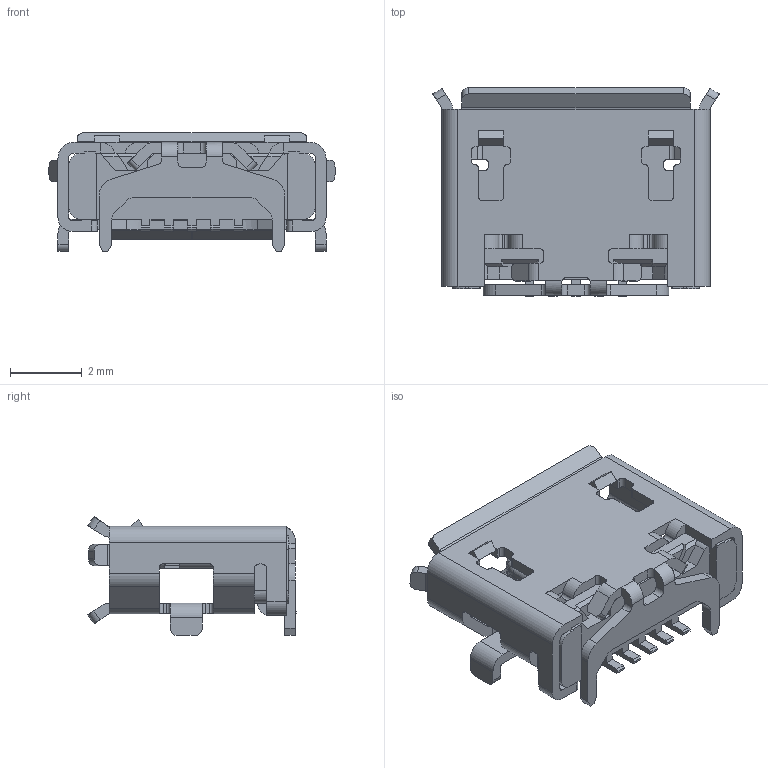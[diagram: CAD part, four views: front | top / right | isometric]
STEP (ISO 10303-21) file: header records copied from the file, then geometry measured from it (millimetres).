
FILE_DESCRIPTION(('CoCreate Modeling STEP Export'),'2;1');
FILE_NAME('010101010-385 全插式有翻边(带半边铁片铁壳镀镍刷金）.stp','2017-02-27T14:36:55',(''),(''),'CoCreate Modeling STEP processor for AP214 (Solid Model)','CoCreate Modeling 16.00 13-May-2008 (C) Parametric Technology GmbH','');
FILE_SCHEMA(('AUTOMOTIVE_DESIGN { 1 0 10303 214 1 1 1 1 }'));
Length unit declared in the file: millimetre
Products named in the file (107): p1; 2DIP2MSTMOLDING; 2DIP2MSTMOLDING.1; 2DIP2MST640_ASM; USB-1009-05S.stp; 010101010-03X_前插后贴.stp.1; 000.stp.2.1; 010101010-03X_前插后贴.stp.1.1; 000.stp.2; 000.stp.1; 000.stp; 010101010-03X_前插后贴.stp.1.1.1; housing; 010101010-03X_前插后贴.stp.1.1.1.1; 2DIP2SMTPITCH715CONTACT.2.1; 3.stp; 全插式-带铁片新结构.stp; 全插式3D; 1.stp; 05; ASM0001_ASM; 1_6_X2_4FEE653953CD5411_X0_1_2-; ASSY_ASM_205; _X2_53CD5411_X0_1_2-_X2_5E2694C; 05-0561157_B__STP; 05_1; 5_18_X2_4FEE653953CD5411_X0_1_2; _X2_53CD54116C89677F_X0_1_2_STP; _X2_53CD54116C89677F_X0_1_2_X2_; 05-0561157_B_-2_ASM; 05-0561457-BH（A）.stp; 12.stp; 010101010-004.1; MICRO_2_1_ASM; 010101010-362沉板2.1带半边铁片.stp; 010101010-004.1.1; 改后-沉板1.6带铁片.1; .stp.1; 沉板1.3带铁片010101010-049_沉板1.
3_四脚插板_无翻边.stp; 1带铁片新结构全插式
Assembly tree (106 placements, depth 14):
  1带铁片新结构全插式
    沉板1.3带铁片010101010-049_沉板1.
3_四脚插板_无翻边.stp
  .stp.1
        1.stp
      改后-沉板1.6带铁片.1
        010101010-004.1.1
          05
        010101010-362沉板2.1带半边铁片.stp
          MICRO_2_1_ASM
        p1
        010101010-004.1
          05-0561457-BH（A）.stp
            05-0561157_B_-2_ASM
              12.stp
                05-0561457-BH（A）.stp
                  05-0561157_B_-2_ASM
              _X2_53CD54116C89677F_X0_1_2_X2_
                _X2_53CD54116C89677F_X0_1_2_STP
                  5_18_X2_4FEE653953CD5411_X0_1_2
                05-0561157_B__STP
                  _X2_53CD5411_X0_1_2-_X2_5E2694C
                1_6_X2_4FEE653953CD5411_X0_1_2-
                  ASM0001_ASM
          05
      1.stp
    p1
    全插式3D
      全插式-带铁片新结构.stp
        3.stp
          2DIP2SMTPITCH715CONTACT.2.1
        010101010-03X_前插后贴.stp.1.1.1.1
          000.stp
            000.stp.1
              010101010-03X_前插后贴.stp.1
                USB-1009-05S.stp
                  2DIP2MST640_ASM
            010101010-03X_前插后贴.stp.1
              USB-1009-05S.stp
                2DIP2MST640_ASM
                  2DIP2MSTMOLDING
          000.stp.2
            010101010-03X_前插后贴.stp.1.1
              000.stp.2.1
                010101010-03X_前插后贴.stp.1
                  USB-1009-05S.stp
              USB-1009-05S.stp
                2DIP2MST640_ASM
                  2DIP2MSTMOLDING.1
                  2DIP2MSTMOLDING
            010101010-03X_前插后贴.stp.1
              USB-1009-05S.stp
                2DIP2MST640_ASM
                  2DIP2MSTMOLDING
          USB-1009-05S.stp
            2DIP2MST640_ASM
              2DIP2MSTMOLDING.1
                housing
              2DIP2MSTMOLDING
        010101010-03X_前插后贴.stp.1.1.1
          000.stp
Bounding box: 8 x 5.82 x 3.33 mm (x, y, z)
Volume: 0.5 mm3; surface area: 295.4 mm2
Topology: 1 solids, 15 shells, 1028 faces, 2963 edges, 1893 vertices
Faces by surface type: plane 672, cylinder 340, cone 6, torus 5, bspline 5
Entity records: 35417 total; most frequent: CARTESIAN_POINT 6413, ORIENTED_EDGE 5984, DIRECTION 5471, EDGE_CURVE 2961, VECTOR 2043, LINE 2043, VERTEX_POINT 1893, AXIS2_PLACEMENT_3D 1714
